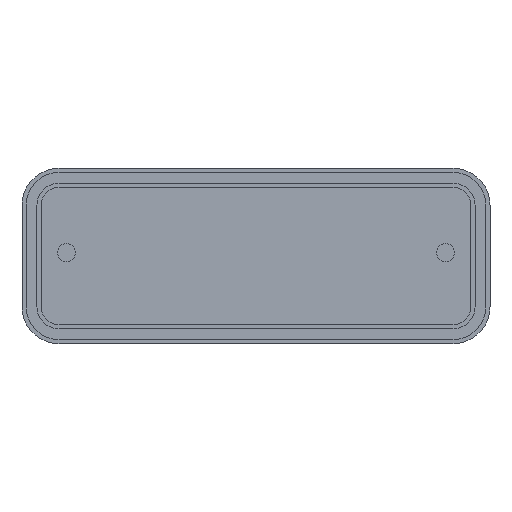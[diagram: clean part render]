
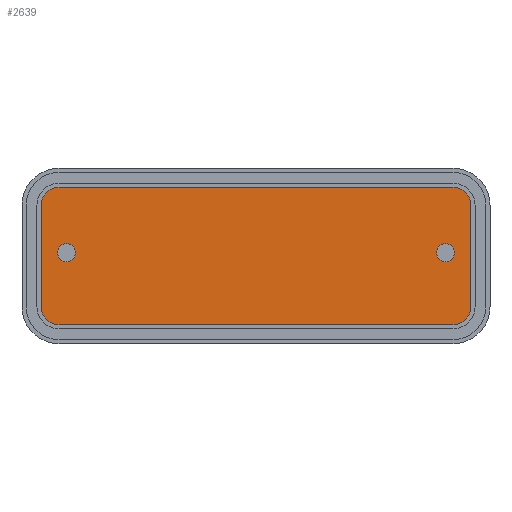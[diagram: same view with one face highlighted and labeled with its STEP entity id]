
A CAD part, front view. The second image highlights one B-rep face of the part: STEP entity #2639.
In plain terms, the highlighted planar face has unit normal (0, -1, 0).
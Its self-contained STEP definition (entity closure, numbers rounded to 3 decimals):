
#105=LINE('',#4287,#324);
#109=LINE('',#4299,#328);
#113=LINE('',#4311,#332);
#117=LINE('',#4322,#336);
#324=VECTOR('',#3317,10.);
#328=VECTOR('',#3329,10.);
#332=VECTOR('',#3341,10.);
#336=VECTOR('',#3353,10.);
#528=PLANE('',#2858);
#576=FACE_BOUND('',#802,.T.);
#577=FACE_BOUND('',#803,.T.);
#632=FACE_OUTER_BOUND('',#801,.T.);
#801=EDGE_LOOP('',(#1953,#1954,#1955,#1956,#1957,#1958,#1959,#1960));
#802=EDGE_LOOP('',(#1961));
#803=EDGE_LOOP('',(#1962));
#918=CIRCLE('',#2760,1.5);
#920=CIRCLE('',#2764,1.5);
#959=CIRCLE('',#2843,3.);
#961=CIRCLE('',#2847,3.);
#963=CIRCLE('',#2851,3.);
#965=CIRCLE('',#2855,3.);
#1074=VERTEX_POINT('',#3946);
#1076=VERTEX_POINT('',#3952);
#1147=VERTEX_POINT('',#4277);
#1148=VERTEX_POINT('',#4278);
#1151=VERTEX_POINT('',#4286);
#1153=VERTEX_POINT('',#4292);
#1155=VERTEX_POINT('',#4298);
#1157=VERTEX_POINT('',#4304);
#1159=VERTEX_POINT('',#4310);
#1161=VERTEX_POINT('',#4316);
#1324=EDGE_CURVE('',#1074,#1074,#918,.T.);
#1326=EDGE_CURVE('',#1076,#1076,#920,.T.);
#1430=EDGE_CURVE('',#1147,#1148,#959,.T.);
#1434=EDGE_CURVE('',#1148,#1151,#105,.T.);
#1437=EDGE_CURVE('',#1151,#1153,#961,.T.);
#1440=EDGE_CURVE('',#1153,#1155,#109,.T.);
#1443=EDGE_CURVE('',#1155,#1157,#963,.T.);
#1446=EDGE_CURVE('',#1157,#1159,#113,.T.);
#1449=EDGE_CURVE('',#1159,#1161,#965,.T.);
#1452=EDGE_CURVE('',#1161,#1147,#117,.T.);
#1953=ORIENTED_EDGE('',*,*,#1430,.T.);
#1954=ORIENTED_EDGE('',*,*,#1434,.T.);
#1955=ORIENTED_EDGE('',*,*,#1437,.T.);
#1956=ORIENTED_EDGE('',*,*,#1440,.T.);
#1957=ORIENTED_EDGE('',*,*,#1443,.T.);
#1958=ORIENTED_EDGE('',*,*,#1446,.T.);
#1959=ORIENTED_EDGE('',*,*,#1449,.T.);
#1960=ORIENTED_EDGE('',*,*,#1452,.T.);
#1961=ORIENTED_EDGE('',*,*,#1324,.T.);
#1962=ORIENTED_EDGE('',*,*,#1326,.T.);
#2639=ADVANCED_FACE('',(#632,#576,#577),#528,.F.);
#2760=AXIS2_PLACEMENT_3D('',#3947,#3085,#3086);
#2764=AXIS2_PLACEMENT_3D('',#3953,#3093,#3094);
#2843=AXIS2_PLACEMENT_3D('',#4279,#3309,#3310);
#2847=AXIS2_PLACEMENT_3D('',#4293,#3322,#3323);
#2851=AXIS2_PLACEMENT_3D('',#4305,#3334,#3335);
#2855=AXIS2_PLACEMENT_3D('',#4317,#3346,#3347);
#2858=AXIS2_PLACEMENT_3D('',#4324,#3355,#3356);
#3085=DIRECTION('center_axis',(0.,1.,0.));
#3086=DIRECTION('ref_axis',(-1.,0.,0.));
#3093=DIRECTION('center_axis',(0.,1.,0.));
#3094=DIRECTION('ref_axis',(-1.,0.,0.));
#3309=DIRECTION('center_axis',(0.,-1.,0.));
#3310=DIRECTION('ref_axis',(1.,0.,0.));
#3317=DIRECTION('',(1.,0.,0.));
#3322=DIRECTION('center_axis',(0.,-1.,0.));
#3323=DIRECTION('ref_axis',(0.,0.,1.));
#3329=DIRECTION('',(0.,0.,1.));
#3334=DIRECTION('center_axis',(0.,-1.,0.));
#3335=DIRECTION('ref_axis',(-1.,0.,0.));
#3341=DIRECTION('',(-1.,0.,0.));
#3346=DIRECTION('center_axis',(0.,-1.,0.));
#3347=DIRECTION('ref_axis',(0.,0.,
-1.));
#3353=DIRECTION('',(0.,0.,-1.));
#3355=DIRECTION('center_axis',(0.,1.,0.));
#3356=DIRECTION('ref_axis',(0.,0.,1.));
#3946=CARTESIAN_POINT('',(210.052,194.023,13.549));
#3947=CARTESIAN_POINT('Origin',(208.552,194.023,13.549));
#3952=CARTESIAN_POINT('',(273.552,194.023,13.549));
#3953=CARTESIAN_POINT('Origin',(272.052,194.023,13.549));
#4277=CARTESIAN_POINT('',(204.302,194.023,4.5));
#4278=CARTESIAN_POINT('',(207.302,194.023,1.5));
#4279=CARTESIAN_POINT('Origin',(207.302,194.023,4.5));
#4286=CARTESIAN_POINT('',(273.302,194.023,1.5));
#4287=CARTESIAN_POINT('',(273.302,194.023,1.5));
#4292=CARTESIAN_POINT('',(276.302,194.023,4.5));
#4293=CARTESIAN_POINT('Origin',(273.302,194.023,4.5));
#4298=CARTESIAN_POINT('',(276.302,194.023,21.5));
#4299=CARTESIAN_POINT('',(276.302,194.023,21.5));
#4304=CARTESIAN_POINT('',(273.302,194.023,24.5));
#4305=CARTESIAN_POINT('Origin',(273.302,194.023,21.5));
#4310=CARTESIAN_POINT('',(207.302,194.023,24.5));
#4311=CARTESIAN_POINT('',(207.302,194.023,24.5));
#4316=CARTESIAN_POINT('',(204.302,194.023,21.5));
#4317=CARTESIAN_POINT('Origin',(207.302,194.023,21.5));
#4322=CARTESIAN_POINT('',(204.302,194.023,4.5));
#4324=CARTESIAN_POINT('Origin',(240.302,194.023,13.));
